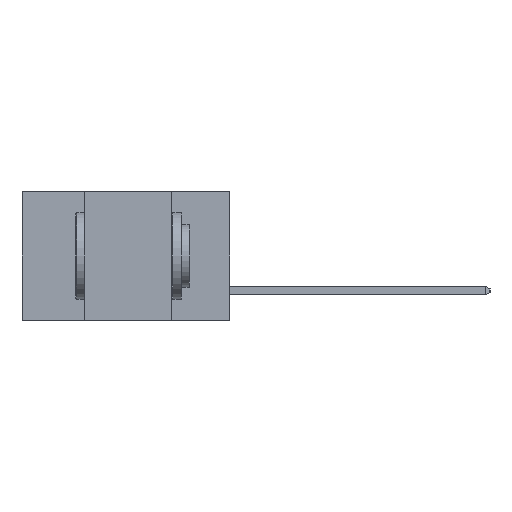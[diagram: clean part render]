
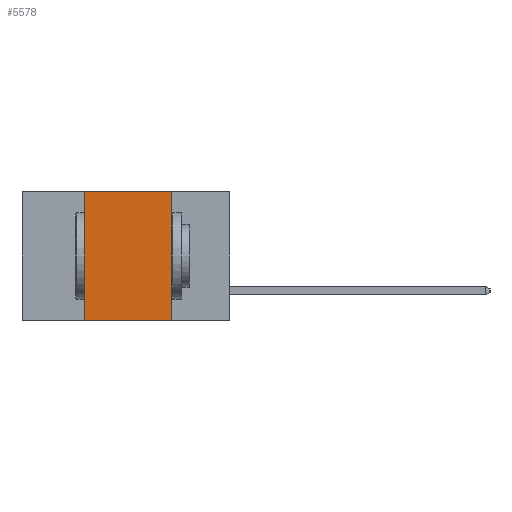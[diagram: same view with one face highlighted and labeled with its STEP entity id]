
A CAD part, left-side view. The second image highlights one B-rep face of the part: STEP entity #5578.
In plain terms, the highlighted planar face has unit normal (-1, 0, 0).
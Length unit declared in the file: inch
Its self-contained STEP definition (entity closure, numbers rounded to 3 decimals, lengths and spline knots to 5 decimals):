
#953 = LINE ( 'NONE', #4059, #4028 ) ;
#1230 = CARTESIAN_POINT ( 'NONE',  ( 0., 0.42, -0.37 ) ) ;
#1342 = ORIENTED_EDGE ( 'NONE', *, *, #14187, .T. ) ;
#1966 = CARTESIAN_POINT ( 'NONE',  ( 0., 0.6, 0. ) ) ;
#3523 = CARTESIAN_POINT ( 'NONE',  ( 0., 0.42, 0. ) ) ;
#3811 = CARTESIAN_POINT ( 'NONE',  ( 0., 0.17, -0.37 ) ) ;
#4028 = VECTOR ( 'NONE', #5350, 39.37008 ) ;
#4059 = CARTESIAN_POINT ( 'NONE',  ( 0., 0.17, -0.37 ) ) ;
#4850 = ORIENTED_EDGE ( 'NONE', *, *, #8316, .F. ) ;
#5325 = VERTEX_POINT ( 'NONE', #6362 ) ;
#5350 = DIRECTION ( 'NONE',  ( 0., 0., -1. ) ) ;
#5523 = EDGE_LOOP ( 'NONE', ( #14866, #11521, #4850, #1342 ) ) ;
#5578 = ADVANCED_FACE ( 'NONE', ( #9673 ), #13131, .F. ) ;
#6362 = CARTESIAN_POINT ( 'NONE',  ( 0., 0.17, 0. ) ) ;
#6364 = VECTOR ( 'NONE', #13387, 39.37008 ) ;
#6919 = DIRECTION ( 'NONE',  ( 0., 0., -1. ) ) ;
#7049 = LINE ( 'NONE', #14196, #13675 ) ;
#7623 = LINE ( 'NONE', #9849, #10952 ) ;
#8316 = EDGE_CURVE ( 'NONE', #12689, #10189, #7623, .T. ) ;
#9673 = FACE_OUTER_BOUND ( 'NONE', #5523, .T. ) ;
#9695 = LINE ( 'NONE', #1966, #6364 ) ;
#9849 = CARTESIAN_POINT ( 'NONE',  ( 0., 0.42, -0.37 ) ) ;
#10189 = VERTEX_POINT ( 'NONE', #3523 ) ;
#10642 = CARTESIAN_POINT ( 'NONE',  ( 0., 0.6, 0. ) ) ;
#10952 = VECTOR ( 'NONE', #11105, 39.37008 ) ;
#11105 = DIRECTION ( 'NONE',  ( 0., 0., 1. ) ) ;
#11161 = EDGE_CURVE ( 'NONE', #10189, #5325, #9695, .T. ) ;
#11521 = ORIENTED_EDGE ( 'NONE', *, *, #11161, .F. ) ;
#12689 = VERTEX_POINT ( 'NONE', #1230 ) ;
#13131 = PLANE ( 'NONE',  #16098 ) ;
#13387 = DIRECTION ( 'NONE',  ( 0., -1., 0. ) ) ;
#13675 = VECTOR ( 'NONE', #15423, 39.37008 ) ;
#14187 = EDGE_CURVE ( 'NONE', #12689, #15220, #7049, .T. ) ;
#14196 = CARTESIAN_POINT ( 'NONE',  ( 0., 0.6, -0.37 ) ) ;
#14391 = DIRECTION ( 'NONE',  ( 1., 0., 0. ) ) ;
#14818 = EDGE_CURVE ( 'NONE', #5325, #15220, #953, .T. ) ;
#14866 = ORIENTED_EDGE ( 'NONE', *, *, #14818, .F. ) ;
#15220 = VERTEX_POINT ( 'NONE', #3811 ) ;
#15423 = DIRECTION ( 'NONE',  ( 0., -1., 0. ) ) ;
#16098 = AXIS2_PLACEMENT_3D ( 'NONE', #10642, #14391, #6919 ) ;
